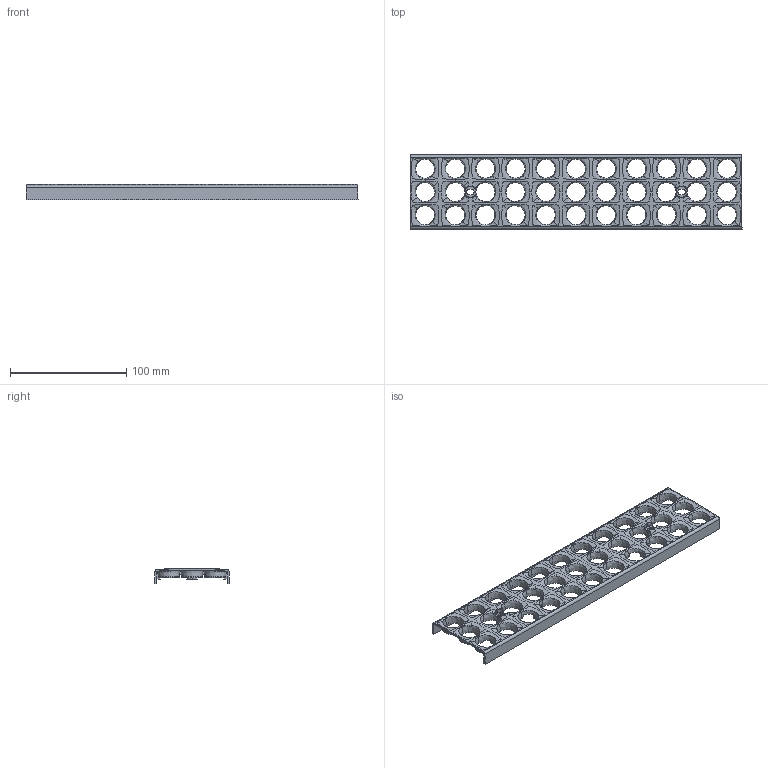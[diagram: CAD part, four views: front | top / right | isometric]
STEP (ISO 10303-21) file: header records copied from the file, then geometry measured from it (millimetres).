
FILE_DESCRIPTION (( 'STEP AP203' ), '1' );
FILE_NAME ('60147 Rev2 Baffle Customer.STEP', '2021-06-04T08:58:00', ( '' ), ( '' ), 'SwSTEP 2.0', 'SolidWorks 2019', '' );
FILE_SCHEMA (( 'CONFIG_CONTROL_DESIGN' ));
Products named in the file (1): 60147 Rev2 Baffle Customer
Bounding box: 286 x 64.6 x 13.1 mm (x, y, z)
Volume: 32497.4 mm3; surface area: 57163.5 mm2
Topology: 1 solids, 1 shells, 1033 faces, 3581 edges, 2556 vertices
Faces by surface type: bspline 541, plane 187, cylinder 135, cone 116, torus 34, sphere 20
Entity records: 201100 total; most frequent: CARTESIAN_POINT 175879, ORIENTED_EDGE 7158, EDGE_CURVE 3579, DIRECTION 2755, VERTEX_POINT 2555, B_SPLINE_CURVE_WITH_KNOTS 2296, AXIS2_PLACEMENT_3D 1137, EDGE_LOOP 1110
